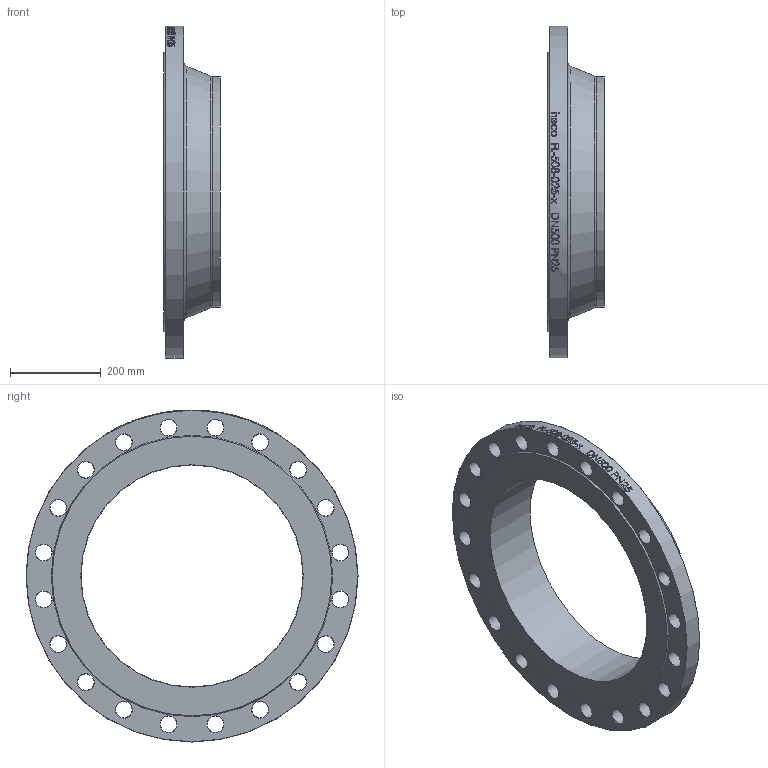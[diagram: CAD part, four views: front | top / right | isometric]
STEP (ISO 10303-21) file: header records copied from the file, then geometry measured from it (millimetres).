
FILE_DESCRIPTION (( 'STEP AP214' ), '1' );
FILE_NAME ('FL-508-025-x Vorschweissflansch DN500 PN25 iso DIN2634 2009.STEP', '2020-09-23T09:35:23', ( '' ), ( '' ), 'SwSTEP 2.0', 'SolidWorks 2019', '' );
FILE_SCHEMA (( 'AUTOMOTIVE_DESIGN' ));
Length unit declared in the file: millimetre
Products named in the file (1): FL-508-025-x Vorschweissflansch DN500 PN25 iso DIN2634 2009
Bounding box: 125 x 730 x 730 mm (x, y, z)
Volume: 11420537.3 mm3; surface area: 894958.6 mm2
Topology: 1 solids, 1 shells, 111 faces, 463 edges, 390 vertices
Faces by surface type: cylinder 60, cone 45, plane 4, torus 2
Full cylindrical faces by diameter (mm): 36 x20, 488 x1, 508 x1, 730 x1
Entity records: 13183 total; most frequent: CARTESIAN_POINT 9467, ORIENTED_EDGE 724, DIRECTION 560, EDGE_CURVE 362, VERTEX_POINT 362, AXIS2_PLACEMENT_3D 261, EDGE_LOOP 258, B_SPLINE_CURVE_WITH_KNOTS 173
